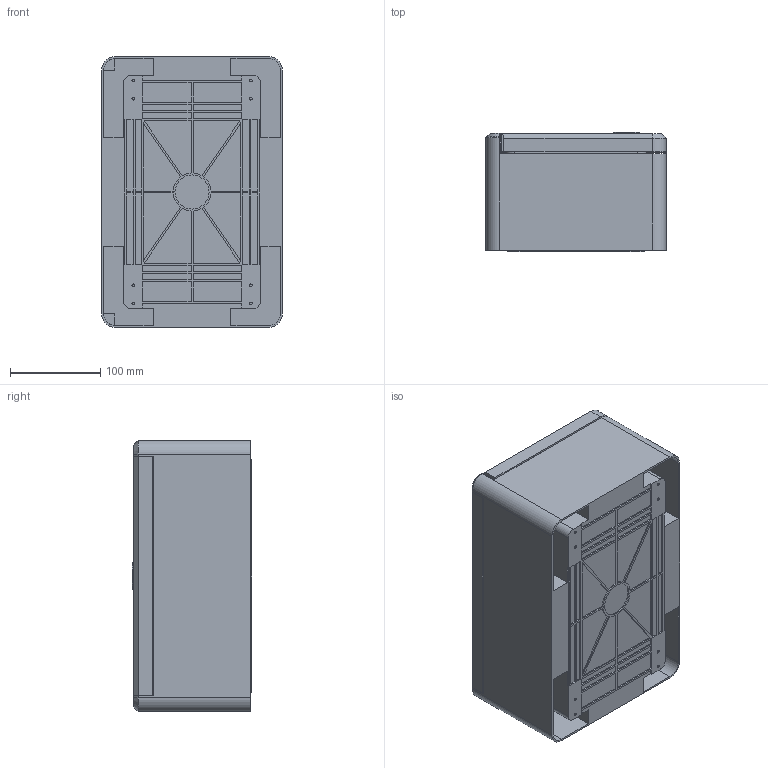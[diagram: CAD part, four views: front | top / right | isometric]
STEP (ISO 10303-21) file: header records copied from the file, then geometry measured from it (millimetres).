
FILE_DESCRIPTION (( 'STEP AP203' ), '1' );
FILE_NAME ('ﾙﾌﾏ-ﾏ (PBT65MP001) - ﾑﾁﾎﾐﾊﾀ.STEP', '2021-05-27T13:06:39', ( '' ), ( '' ), 'SwSTEP 2.0', 'SolidWorks 2021', '' );
FILE_SCHEMA (( 'CONFIG_CONTROL_DESIGN' ));
Length unit declared in the file: millimetre
Products named in the file (4): ÙÌÏ-Ï (PBT65MP001) - Äâåðü_­¥¯à®§à ç­ ï ¤¢¥àì (PB65MP001); ÙÌÏ-Ï (PBT65MP001) - Êîðïóñ; ﾙﾌﾏ-ﾏ (PBT65MP001) - ﾑﾁﾎﾐﾊﾀ; ÙÌÏ-Ï (PBT65MP001) - Ïëàòà ìîíòàæíàÿ
Assembly tree (3 placements, depth 2):
  ﾙﾌﾏ-ﾏ (PBT65MP001) - ﾑﾁﾎﾐﾊﾀ
    ÙÌÏ-Ï (PBT65MP001) - Êîðïóñ
    ÙÌÏ-Ï (PBT65MP001) - Ïëàòà ìîíòàæíàÿ
    ÙÌÏ-Ï (PBT65MP001) - Äâåðü_­¥¯à®§à ç­ ï ¤¢¥àì (PB65MP001)
Bounding box: 200.1 x 132.6 x 300 mm (x, y, z)
Volume: 822261.5 mm3; surface area: 764490.4 mm2
Topology: 5 solids, 5 shells, 1046 faces, 2688 edges, 1770 vertices
Faces by surface type: plane 728, cylinder 268, bspline 38, cone 6, torus 4, sphere 2
Entity records: 32236 total; most frequent: CARTESIAN_POINT 6126, ORIENTED_EDGE 5372, DIRECTION 5148, EDGE_CURVE 2686, VECTOR 2032, LINE 2032, VERTEX_POINT 1770, AXIS2_PLACEMENT_3D 1558
